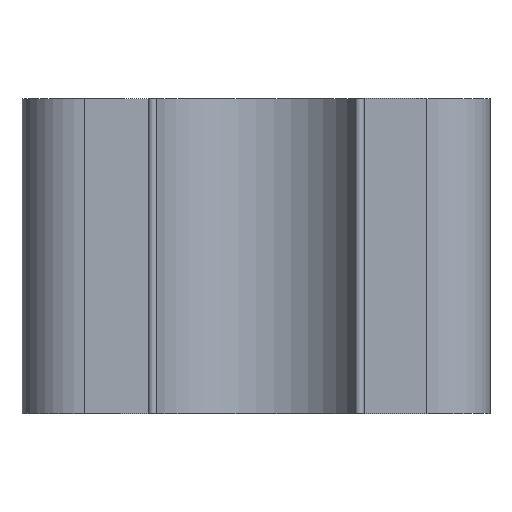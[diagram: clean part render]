
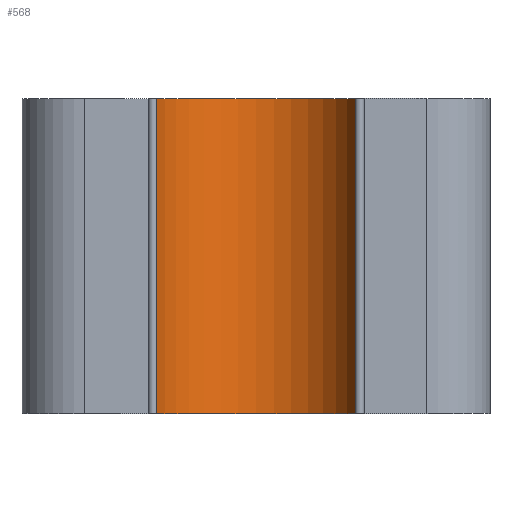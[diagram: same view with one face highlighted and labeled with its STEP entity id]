
A CAD part, front view. The second image highlights one B-rep face of the part: STEP entity #568.
In plain terms, the highlighted cylindrical face has radius 6 mm (diameter 12 mm), a partial arc.
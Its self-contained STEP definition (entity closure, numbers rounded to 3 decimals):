
#11 = VECTOR ( 'NONE', #170, 1000. ) ;
#17 = DIRECTION ( 'NONE',  ( 0., 0., 1. ) ) ;
#25 = DIRECTION ( 'NONE',  ( 1., 0., 0. ) ) ;
#33 = CYLINDRICAL_SURFACE ( 'NONE', #36, 6. ) ;
#36 = AXIS2_PLACEMENT_3D ( 'NONE', #739, #158, #43 ) ;
#39 = CARTESIAN_POINT ( 'NONE',  ( 5.52, -21.398, 17.5 ) ) ;
#43 = DIRECTION ( 'NONE',  ( -1., 0., 0. ) ) ;
#76 = EDGE_CURVE ( 'NONE', #184, #600, #547, .T. ) ;
#82 = CARTESIAN_POINT ( 'NONE',  ( 0., -23.75, 0. ) ) ;
#100 = AXIS2_PLACEMENT_3D ( 'NONE', #82, #17, #25 ) ;
#158 = DIRECTION ( 'NONE',  ( 0., 0., -1. ) ) ;
#170 = DIRECTION ( 'NONE',  ( 0., 0., -1. ) ) ;
#173 = CARTESIAN_POINT ( 'NONE',  ( -5.52, -21.398, 0. ) ) ;
#184 = VERTEX_POINT ( 'NONE', #617 ) ;
#227 = FACE_OUTER_BOUND ( 'NONE', #324, .T. ) ;
#285 = ORIENTED_EDGE ( 'NONE', *, *, #76, .T. ) ;
#293 = CARTESIAN_POINT ( 'NONE',  ( -5.52, -21.398, 17.5 ) ) ;
#299 = ORIENTED_EDGE ( 'NONE', *, *, #575, .T. ) ;
#304 = AXIS2_PLACEMENT_3D ( 'NONE', #828, #825, #709 ) ;
#305 = DIRECTION ( 'NONE',  ( 0., 0., 1. ) ) ;
#324 = EDGE_LOOP ( 'NONE', ( #505, #299, #831, #285 ) ) ;
#355 = CIRCLE ( 'NONE', #304, 6. ) ;
#395 = EDGE_CURVE ( 'NONE', #184, #512, #556, .T. ) ;
#505 = ORIENTED_EDGE ( 'NONE', *, *, #660, .T. ) ;
#512 = VERTEX_POINT ( 'NONE', #173 ) ;
#547 = LINE ( 'NONE', #39, #721 ) ;
#556 = CIRCLE ( 'NONE', #100, 6. ) ;
#568 = ADVANCED_FACE ( 'NONE', ( #227 ), #33, .F. ) ;
#575 = EDGE_CURVE ( 'NONE', #586, #512, #627, .T. ) ;
#586 = VERTEX_POINT ( 'NONE', #293 ) ;
#600 = VERTEX_POINT ( 'NONE', #671 ) ;
#617 = CARTESIAN_POINT ( 'NONE',  ( 5.52, -21.398, 0. ) ) ;
#627 = LINE ( 'NONE', #802, #11 ) ;
#660 = EDGE_CURVE ( 'NONE', #600, #586, #355, .T. ) ;
#671 = CARTESIAN_POINT ( 'NONE',  ( 5.52, -21.398, 17.5 ) ) ;
#709 = DIRECTION ( 'NONE',  ( 1., 0., 0. ) ) ;
#721 = VECTOR ( 'NONE', #305, 1000. ) ;
#739 = CARTESIAN_POINT ( 'NONE',  ( 0., -23.75, 17.5 ) ) ;
#802 = CARTESIAN_POINT ( 'NONE',  ( -5.52, -21.398, 17.5 ) ) ;
#825 = DIRECTION ( 'NONE',  ( 0., 0., 1. ) ) ;
#828 = CARTESIAN_POINT ( 'NONE',  ( 0., -23.75, 17.5 ) ) ;
#831 = ORIENTED_EDGE ( 'NONE', *, *, #395, .F. ) ;
